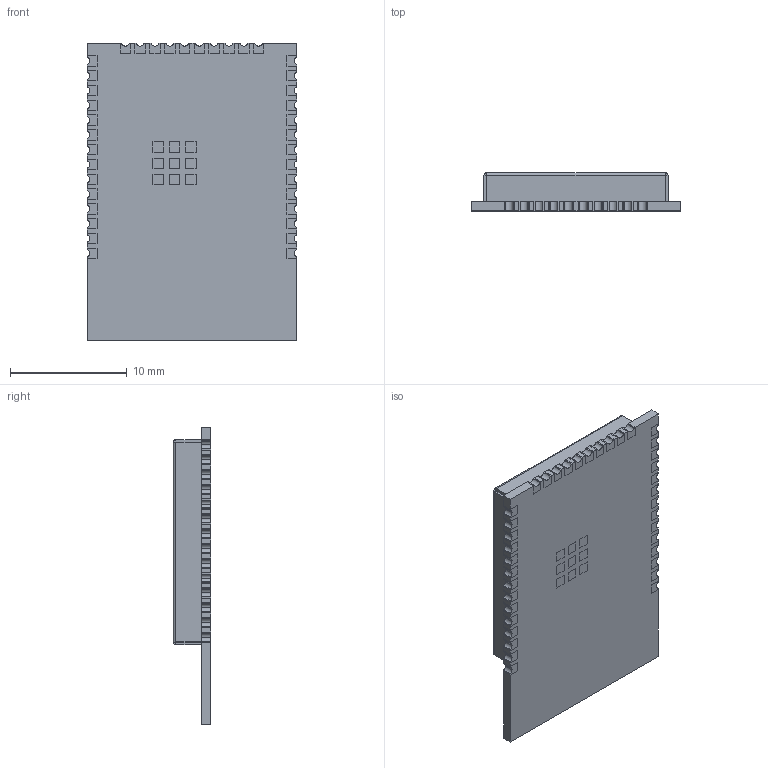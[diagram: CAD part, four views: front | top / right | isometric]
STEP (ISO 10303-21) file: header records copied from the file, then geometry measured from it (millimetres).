
FILE_DESCRIPTION (( 'STEP AP214' ), '1' );
FILE_NAME ('ESP32-WROOM-32E (16MB).STEP', '2022-05-16T15:48:38', ( '' ), ( '' ), 'SwSTEP 2.0', 'SolidWorks 2017', '' );
FILE_SCHEMA (( 'AUTOMOTIVE_DESIGN' ));
Length unit declared in the file: millimetre
Products named in the file (1): ESP32-WROOM-32E (16MB)
Bounding box: 18 x 3.25 x 25.5 mm (x, y, z)
Volume: 449 mm3; surface area: 2046.7 mm2
Topology: 49 solids, 49 shells, 886 faces, 2302 edges, 1524 vertices
Faces by surface type: plane 698, cylinder 180, bspline 8
Entity records: 27420 total; most frequent: CARTESIAN_POINT 5045, ORIENTED_EDGE 4604, DIRECTION 4304, EDGE_CURVE 2302, LINE 1970, VECTOR 1970, VERTEX_POINT 1524, AXIS2_PLACEMENT_3D 1167
